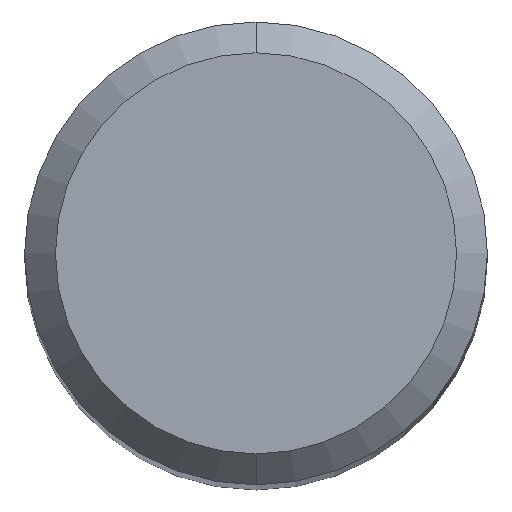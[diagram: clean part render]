
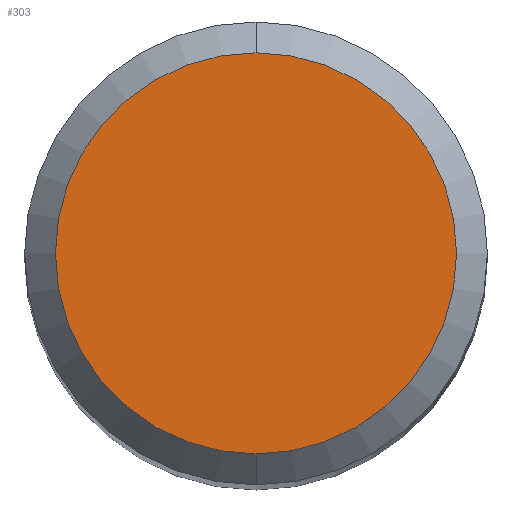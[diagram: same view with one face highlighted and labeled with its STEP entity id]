
A CAD part, top view. The second image highlights one B-rep face of the part: STEP entity #303.
In plain terms, the highlighted planar face has unit normal (0, 0, 1).
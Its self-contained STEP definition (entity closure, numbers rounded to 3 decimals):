
#249=VERTEX_POINT('',#564);
#303=ADVANCED_FACE('',(#622),#623,.T.);
#323=VERTEX_POINT('',#644);
#331=EDGE_CURVE('',#323,#249,#653,.T.);
#419=EDGE_CURVE('',#249,#323,#751,.T.);
#564=CARTESIAN_POINT('',(0.,-2.6,0.0));
#622=FACE_OUTER_BOUND('',#1095,.T.);
#623=PLANE('',#1096);
#644=CARTESIAN_POINT('',(0.0,2.6,0.0));
#653=CIRCLE('',#1186,2.6);
#751=CIRCLE('',#1355,2.6);
#1095=EDGE_LOOP('',(#1600,#1601));
#1096=AXIS2_PLACEMENT_3D('',#1602,#1603,#1604);
#1186=AXIS2_PLACEMENT_3D('',#1636,#1637,#1638);
#1355=AXIS2_PLACEMENT_3D('',#1741,#1742,#1743);
#1600=ORIENTED_EDGE('',*,*,#331,.F.);
#1601=ORIENTED_EDGE('',*,*,#419,.F.);
#1602=CARTESIAN_POINT('',(0.0,1.3,0.0));
#1603=DIRECTION('',(-0.0,0.0,1.0));
#1604=DIRECTION('',(0.0,-1.0,0.0));
#1636=CARTESIAN_POINT('',(0.0,0.0,0.0));
#1637=DIRECTION('',(0.0,0.0,-1.0));
#1638=DIRECTION('',(0.0,1.0,0.0));
#1741=CARTESIAN_POINT('',(0.0,0.0,0.0));
#1742=DIRECTION('',(0.0,0.0,-1.0));
#1743=DIRECTION('',(0.0,1.0,0.0));
